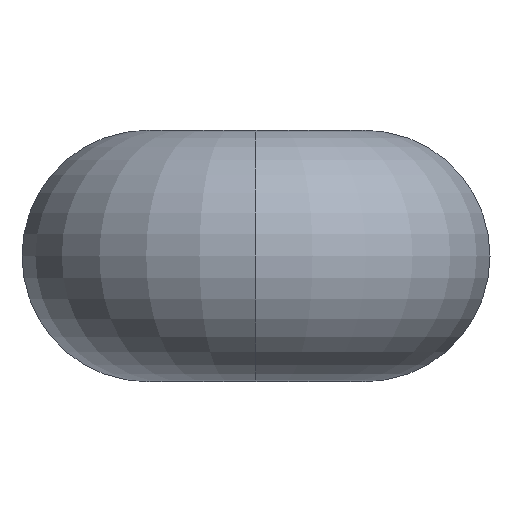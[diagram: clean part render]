
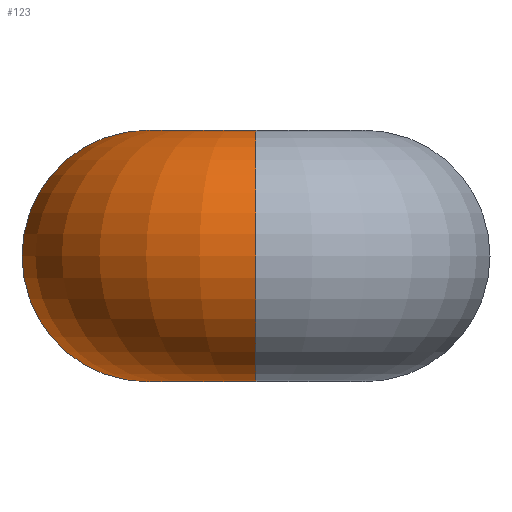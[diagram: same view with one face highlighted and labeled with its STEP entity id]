
A CAD part, left-side view. The second image highlights one B-rep face of the part: STEP entity #123.
In plain terms, the highlighted toroidal (fillet/blend) face has major radius 0.533 mm and minor radius 0.61 mm.
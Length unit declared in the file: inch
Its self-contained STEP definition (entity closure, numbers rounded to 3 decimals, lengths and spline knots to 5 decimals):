
#72 = TOROIDAL_SURFACE ( 'NONE', #374, 0.021, 0.024 ) ;
#77 = FACE_OUTER_BOUND ( 'NONE', #611, .T. ) ;
#123 = ADVANCED_FACE ( 'NONE', ( #77 ), #72, .T. ) ;
#142 = EDGE_CURVE ( 'NONE', #279, #275, #205, .T. ) ;
#147 = EDGE_CURVE ( 'NONE', #317, #284, #201, .T. ) ;
#152 = EDGE_CURVE ( 'NONE', #317, #282, #515, .T. ) ;
#155 = ORIENTED_EDGE ( 'NONE', *, *, #366, .T. ) ;
#158 = ORIENTED_EDGE ( 'NONE', *, *, #152, .T. ) ;
#166 = ORIENTED_EDGE ( 'NONE', *, *, #147, .F. ) ;
#176 = ORIENTED_EDGE ( 'NONE', *, *, #354, .F. ) ;
#180 = ORIENTED_EDGE ( 'NONE', *, *, #142, .F. ) ;
#201 = CIRCLE ( 'NONE', #520, 0.024 ) ;
#205 = CIRCLE ( 'NONE', #356, 0.021 ) ;
#216 = CIRCLE ( 'NONE', #528, 0.024 ) ;
#243 = DIRECTION ( 'NONE',  ( 0., 0., 1. ) ) ;
#252 = DIRECTION ( 'NONE',  ( 1., 0., 0. ) ) ;
#275 = VERTEX_POINT ( 'NONE', #453 ) ;
#279 = VERTEX_POINT ( 'NONE', #484 ) ;
#282 = VERTEX_POINT ( 'NONE', #478 ) ;
#284 = VERTEX_POINT ( 'NONE', #469 ) ;
#317 = VERTEX_POINT ( 'NONE', #431 ) ;
#318 = CARTESIAN_POINT ( 'NONE',  ( -0.56356, 0., 0. ) ) ;
#354 = EDGE_CURVE ( 'NONE', #284, #279, #513, .T. ) ;
#356 = AXIS2_PLACEMENT_3D ( 'NONE', #410, #435, #401 ) ;
#366 = EDGE_CURVE ( 'NONE', #282, #275, #216, .T. ) ;
#374 = AXIS2_PLACEMENT_3D ( 'NONE', #318, #243, #252 ) ;
#387 = DIRECTION ( 'NONE',  ( 0., 0., 1. ) ) ;
#400 = DIRECTION ( 'NONE',  ( 0., 0., -1. ) ) ;
#401 = DIRECTION ( 'NONE',  ( 1., 0., 0. ) ) ;
#408 = DIRECTION ( 'NONE',  ( 0.82, -0.573, 0. ) ) ;
#410 = CARTESIAN_POINT ( 'NONE',  ( -0.56356, 0., 0.024 ) ) ;
#414 = CARTESIAN_POINT ( 'NONE',  ( -0.55154, 0.01722, 0. ) ) ;
#430 = CARTESIAN_POINT ( 'NONE',  ( -0.55154, 0.01722, 0. ) ) ;
#431 = CARTESIAN_POINT ( 'NONE',  ( -0.55154, 0.01722, -0.024 ) ) ;
#435 = DIRECTION ( 'NONE',  ( 0., 0., 1. ) ) ;
#453 = CARTESIAN_POINT ( 'NONE',  ( -0.58456, 0., 0.024 ) ) ;
#456 = DIRECTION ( 'NONE',  ( -1., 0., 0. ) ) ;
#457 = DIRECTION ( 'NONE',  ( 0., 1., 0. ) ) ;
#458 = CARTESIAN_POINT ( 'NONE',  ( -0.56356, 0., -0.024 ) ) ;
#459 = DIRECTION ( 'NONE',  ( 1., 0., 0. ) ) ;
#467 = DIRECTION ( 'NONE',  ( 0., 0., -1. ) ) ;
#469 = CARTESIAN_POINT ( 'NONE',  ( -0.53779, 0.03689, 0. ) ) ;
#474 = CARTESIAN_POINT ( 'NONE',  ( -0.58456, 0., 0. ) ) ;
#478 = CARTESIAN_POINT ( 'NONE',  ( -0.58456, 0., -0.024 ) ) ;
#483 = DIRECTION ( 'NONE',  ( 0.82, -0.573, 0. ) ) ;
#484 = CARTESIAN_POINT ( 'NONE',  ( -0.55154, 0.01722, 0.024 ) ) ;
#513 = CIRCLE ( 'NONE', #527, 0.024 ) ;
#515 = CIRCLE ( 'NONE', #523, 0.021 ) ;
#520 = AXIS2_PLACEMENT_3D ( 'NONE', #430, #483, #467 ) ;
#523 = AXIS2_PLACEMENT_3D ( 'NONE', #458, #387, #459 ) ;
#527 = AXIS2_PLACEMENT_3D ( 'NONE', #414, #408, #400 ) ;
#528 = AXIS2_PLACEMENT_3D ( 'NONE', #474, #457, #456 ) ;
#611 = EDGE_LOOP ( 'NONE', ( #158, #155, #180, #176, #166 ) ) ;
